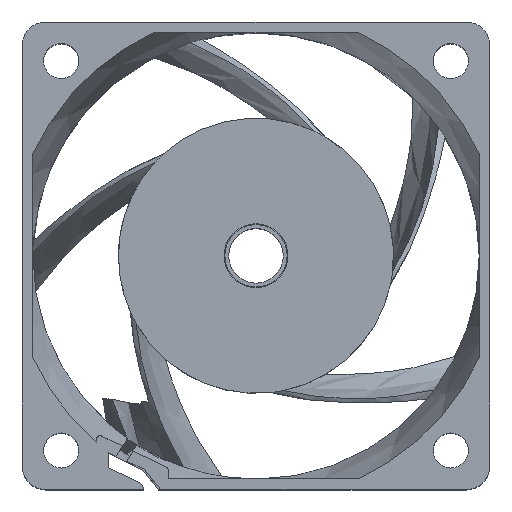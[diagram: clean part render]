
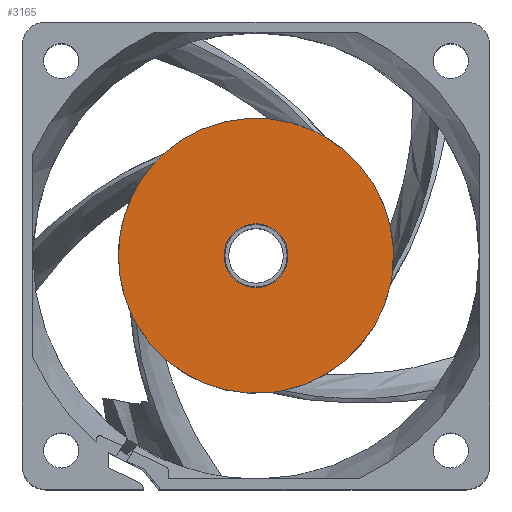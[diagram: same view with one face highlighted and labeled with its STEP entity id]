
A CAD part, top view. The second image highlights one B-rep face of the part: STEP entity #3165.
In plain terms, the highlighted planar face has unit normal (0, 0, 1).
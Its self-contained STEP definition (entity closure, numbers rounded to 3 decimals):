
#93 = CIRCLE ( 'NONE', #5434, 17.65 ) ;
#230 = DIRECTION ( 'NONE',  ( 0., 0., -1. ) ) ;
#433 = EDGE_CURVE ( 'NONE', #11289, #3998, #861, .T. ) ;
#620 = EDGE_CURVE ( 'NONE', #1259, #10768, #6439, .T. ) ;
#703 = AXIS2_PLACEMENT_3D ( 'NONE', #10882, #8141, #3516 ) ;
#861 = CIRCLE ( 'NONE', #6449, 17.65 ) ;
#885 = EDGE_CURVE ( 'NONE', #11289, #10264, #7256, .T. ) ;
#1096 = CIRCLE ( 'NONE', #9260, 17.65 ) ;
#1229 = CARTESIAN_POINT ( 'NONE',  ( 0., 0., 0. ) ) ;
#1259 = VERTEX_POINT ( 'NONE', #10064 ) ;
#1408 = ORIENTED_EDGE ( 'NONE', *, *, #620, .T. ) ;
#1518 = AXIS2_PLACEMENT_3D ( 'NONE', #3242, #2362, #9667 ) ;
#1835 = EDGE_CURVE ( 'NONE', #11070, #6205, #5255, .T. ) ;
#1912 = ORIENTED_EDGE ( 'NONE', *, *, #10773, .T. ) ;
#2032 = VERTEX_POINT ( 'NONE', #10803 ) ;
#2098 = ORIENTED_EDGE ( 'NONE', *, *, #8601, .F. ) ;
#2287 = ORIENTED_EDGE ( 'NONE', *, *, #11456, .T. ) ;
#2362 = DIRECTION ( 'NONE',  ( 0., 0., -1. ) ) ;
#2520 = AXIS2_PLACEMENT_3D ( 'NONE', #4539, #7291, #4730 ) ;
#2551 = ORIENTED_EDGE ( 'NONE', *, *, #7159, .T. ) ;
#2660 = CIRCLE ( 'NONE', #7801, 17.65 ) ;
#2893 = ORIENTED_EDGE ( 'NONE', *, *, #885, .F. ) ;
#2942 = ORIENTED_EDGE ( 'NONE', *, *, #8766, .F. ) ;
#3165 = ADVANCED_FACE ( 'NONE', ( #4233, #3940 ), #3262, .T. ) ;
#3167 = CARTESIAN_POINT ( 'NONE',  ( 0., 0., 0. ) ) ;
#3242 = CARTESIAN_POINT ( 'NONE',  ( 0., 0., 0. ) ) ;
#3258 = ORIENTED_EDGE ( 'NONE', *, *, #6873, .T. ) ;
#3262 = PLANE ( 'NONE',  #11536 ) ;
#3290 = AXIS2_PLACEMENT_3D ( 'NONE', #10852, #5353, #4608 ) ;
#3482 = DIRECTION ( 'NONE',  ( 0., 0., -1. ) ) ;
#3516 = DIRECTION ( 'NONE',  ( 0.993, -0.116, 0. ) ) ;
#3519 = AXIS2_PLACEMENT_3D ( 'NONE', #7753, #6875, #7788 ) ;
#3940 = FACE_BOUND ( 'NONE', #7260, .T. ) ;
#3998 = VERTEX_POINT ( 'NONE', #10956 ) ;
#4059 = CARTESIAN_POINT ( 'NONE',  ( 0., 0., 0. ) ) ;
#4184 = ORIENTED_EDGE ( 'NONE', *, *, #433, .T. ) ;
#4233 = FACE_OUTER_BOUND ( 'NONE', #8144, .T. ) ;
#4346 = CARTESIAN_POINT ( 'NONE',  ( 0., 0., 0. ) ) ;
#4386 = DIRECTION ( 'NONE',  ( 0.993, -0.116, 0. ) ) ;
#4539 = CARTESIAN_POINT ( 'NONE',  ( 0., 0., 0. ) ) ;
#4608 = DIRECTION ( 'NONE',  ( -0.872, -0.49, 0. ) ) ;
#4634 = CARTESIAN_POINT ( 'NONE',  ( -4.1, 0., 0. ) ) ;
#4730 = DIRECTION ( 'NONE',  ( 0.197, -0.98, 0. ) ) ;
#4803 = CARTESIAN_POINT ( 'NONE',  ( -15.385, -8.651, 0. ) ) ;
#4858 = DIRECTION ( 'NONE',  ( 0.197, -0.98, 0. ) ) ;
#4952 = CIRCLE ( 'NONE', #11865, 17.65 ) ;
#4961 = AXIS2_PLACEMENT_3D ( 'NONE', #8677, #4963, #5073 ) ;
#4963 = DIRECTION ( 'NONE',  ( 0., 0., -1. ) ) ;
#5073 = DIRECTION ( 'NONE',  ( -0.735, 0.678, 0. ) ) ;
#5255 = CIRCLE ( 'NONE', #1518, 4.1 ) ;
#5353 = DIRECTION ( 'NONE',  ( 0., 0., 1. ) ) ;
#5434 = AXIS2_PLACEMENT_3D ( 'NONE', #11851, #9195, #10969 ) ;
#5787 = CARTESIAN_POINT ( 'NONE',  ( 0., 0., 0. ) ) ;
#5803 = ORIENTED_EDGE ( 'NONE', *, *, #8842, .F. ) ;
#6075 = DIRECTION ( 'NONE',  ( 0., 0., 1. ) ) ;
#6159 = AXIS2_PLACEMENT_3D ( 'NONE', #6218, #3482, #4386 ) ;
#6205 = VERTEX_POINT ( 'NONE', #4634 ) ;
#6218 = CARTESIAN_POINT ( 'NONE',  ( 0., 0., 0. ) ) ;
#6335 = EDGE_CURVE ( 'NONE', #11070, #6205, #9276, .T. ) ;
#6390 = VERTEX_POINT ( 'NONE', #11513 ) ;
#6439 = CIRCLE ( 'NONE', #703, 17.65 ) ;
#6449 = AXIS2_PLACEMENT_3D ( 'NONE', #8224, #11088, #11797 ) ;
#6657 = DIRECTION ( 'NONE',  ( 0., 0., 1. ) ) ;
#6873 = EDGE_CURVE ( 'NONE', #2032, #10264, #8852, .T. ) ;
#6875 = DIRECTION ( 'NONE',  ( 0., 0., 1. ) ) ;
#7065 = CARTESIAN_POINT ( 'NONE',  ( 4.1, 0., 0. ) ) ;
#7159 = EDGE_CURVE ( 'NONE', #7463, #6390, #8276, .T. ) ;
#7256 = CIRCLE ( 'NONE', #4961, 17.65 ) ;
#7260 = EDGE_LOOP ( 'NONE', ( #7740, #9971 ) ) ;
#7291 = DIRECTION ( 'NONE',  ( 0., 0., 1. ) ) ;
#7463 = VERTEX_POINT ( 'NONE', #9926 ) ;
#7486 = CARTESIAN_POINT ( 'NONE',  ( -12.982, 11.958, 0. ) ) ;
#7628 = DIRECTION ( 'NONE',  ( 0., 0., -1. ) ) ;
#7740 = ORIENTED_EDGE ( 'NONE', *, *, #6335, .F. ) ;
#7753 = CARTESIAN_POINT ( 'NONE',  ( 0., 0., 0. ) ) ;
#7788 = DIRECTION ( 'NONE',  ( 1., 0., 0. ) ) ;
#7801 = AXIS2_PLACEMENT_3D ( 'NONE', #3167, #7628, #4858 ) ;
#8141 = DIRECTION ( 'NONE',  ( 0., 0., 1. ) ) ;
#8144 = EDGE_LOOP ( 'NONE', ( #5803, #2287, #2942, #2551, #9978, #1408, #2098, #3258, #2893, #4184, #1912 ) ) ;
#8224 = CARTESIAN_POINT ( 'NONE',  ( 0., 0., 0. ) ) ;
#8276 = CIRCLE ( 'NONE', #2520, 17.65 ) ;
#8461 = CARTESIAN_POINT ( 'NONE',  ( 1.923, -17.545, 0. ) ) ;
#8480 = CARTESIAN_POINT ( 'NONE',  ( 8.757, 15.324, 0. ) ) ;
#8601 = EDGE_CURVE ( 'NONE', #2032, #10768, #93, .T. ) ;
#8677 = CARTESIAN_POINT ( 'NONE',  ( 0., 0., 0. ) ) ;
#8766 = EDGE_CURVE ( 'NONE', #7463, #11699, #2660, .T. ) ;
#8842 = EDGE_CURVE ( 'NONE', #10895, #10728, #1096, .T. ) ;
#8852 = CIRCLE ( 'NONE', #10649, 17.65 ) ;
#9195 = DIRECTION ( 'NONE',  ( 0., 0., -1. ) ) ;
#9260 = AXIS2_PLACEMENT_3D ( 'NONE', #5787, #230, #11359 ) ;
#9276 = CIRCLE ( 'NONE', #3519, 4.1 ) ;
#9295 = CARTESIAN_POINT ( 'NONE',  ( -16.092, -7.25, 0. ) ) ;
#9334 = DIRECTION ( 'NONE',  ( 0., 0., 1. ) ) ;
#9667 = DIRECTION ( 'NONE',  ( 1., 0., 0. ) ) ;
#9926 = CARTESIAN_POINT ( 'NONE',  ( 3.473, -17.305, 0. ) ) ;
#9971 = ORIENTED_EDGE ( 'NONE', *, *, #1835, .T. ) ;
#9978 = ORIENTED_EDGE ( 'NONE', *, *, #10460, .F. ) ;
#10064 = CARTESIAN_POINT ( 'NONE',  ( 17.531, -2.044, 0. ) ) ;
#10261 = DIRECTION ( 'NONE',  ( 0.417, 0.909, 0. ) ) ;
#10264 = VERTEX_POINT ( 'NONE', #10306 ) ;
#10306 = CARTESIAN_POINT ( 'NONE',  ( -11.868, 13.064, 0. ) ) ;
#10460 = EDGE_CURVE ( 'NONE', #1259, #6390, #11403, .T. ) ;
#10461 = DIRECTION ( 'NONE',  ( -0.735, 0.678, 0. ) ) ;
#10649 = AXIS2_PLACEMENT_3D ( 'NONE', #1229, #9334, #10261 ) ;
#10728 = VERTEX_POINT ( 'NONE', #9295 ) ;
#10768 = VERTEX_POINT ( 'NONE', #8480 ) ;
#10773 = EDGE_CURVE ( 'NONE', #3998, #10728, #4952, .T. ) ;
#10803 = CARTESIAN_POINT ( 'NONE',  ( 7.362, 16.042, 0. ) ) ;
#10852 = CARTESIAN_POINT ( 'NONE',  ( 0., 0., 0. ) ) ;
#10882 = CARTESIAN_POINT ( 'NONE',  ( 0., 0., 0. ) ) ;
#10895 = VERTEX_POINT ( 'NONE', #4803 ) ;
#10956 = CARTESIAN_POINT ( 'NONE',  ( -17.65, 0., 0. ) ) ;
#10969 = DIRECTION ( 'NONE',  ( 0.417, 0.909, 0. ) ) ;
#11070 = VERTEX_POINT ( 'NONE', #7065 ) ;
#11088 = DIRECTION ( 'NONE',  ( 0., 0., 1. ) ) ;
#11289 = VERTEX_POINT ( 'NONE', #7486 ) ;
#11359 = DIRECTION ( 'NONE',  ( -0.872, -0.49, 0. ) ) ;
#11403 = CIRCLE ( 'NONE', #6159, 17.65 ) ;
#11456 = EDGE_CURVE ( 'NONE', #10895, #11699, #11565, .T. ) ;
#11513 = CARTESIAN_POINT ( 'NONE',  ( 17.28, -3.593, 0. ) ) ;
#11532 = DIRECTION ( 'NONE',  ( 1., 0., 0. ) ) ;
#11536 = AXIS2_PLACEMENT_3D ( 'NONE', #4346, #6075, #11532 ) ;
#11565 = CIRCLE ( 'NONE', #3290, 17.65 ) ;
#11699 = VERTEX_POINT ( 'NONE', #8461 ) ;
#11797 = DIRECTION ( 'NONE',  ( -0.735, 0.678, 0. ) ) ;
#11851 = CARTESIAN_POINT ( 'NONE',  ( 0., 0., 0. ) ) ;
#11865 = AXIS2_PLACEMENT_3D ( 'NONE', #4059, #6657, #10461 ) ;
